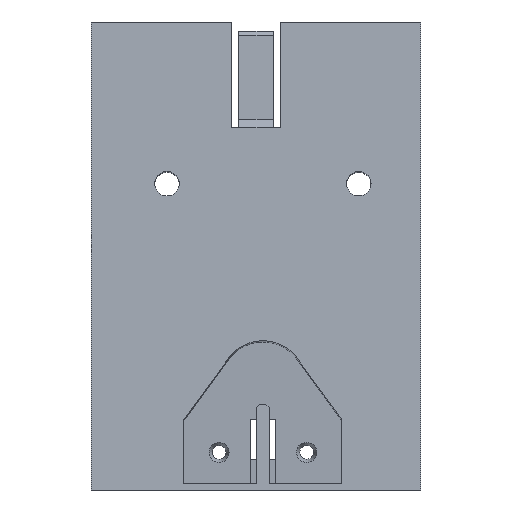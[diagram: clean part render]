
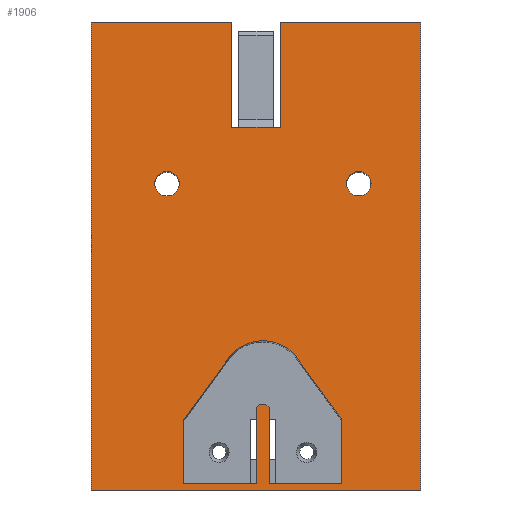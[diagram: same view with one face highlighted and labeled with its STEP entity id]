
A CAD part, front view. The second image highlights one B-rep face of the part: STEP entity #1906.
In plain terms, the highlighted planar face has unit normal (0, -0.998, 0.061).
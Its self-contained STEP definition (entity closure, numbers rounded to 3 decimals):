
#21=FACE_BOUND('',#228,.T.);
#22=FACE_BOUND('',#229,.T.);
#23=FACE_BOUND('',#230,.T.);
#34=PLANE('',#2051);
#127=FACE_OUTER_BOUND('',#227,.T.);
#227=EDGE_LOOP('',(#1431,#1432,#1433,#1434,#1435,#1436,#1437,#1438,#1439,
#1440));
#228=EDGE_LOOP('',(#1441,#1442));
#229=EDGE_LOOP('',(#1443,#1444));
#230=EDGE_LOOP('',(#1445,#1446,#1447,#1448,#1449,#1450,#1451,#1452,#1453,
#1454,#1455,#1456));
#375=LINE('',#2830,#624);
#377=LINE('',#2835,#626);
#380=LINE('',#2841,#629);
#381=LINE('',#2843,#630);
#382=LINE('',#2845,#631);
#383=LINE('',#2847,#632);
#384=LINE('',#2848,#633);
#385=LINE('',#2850,#634);
#386=LINE('',#2852,#635);
#387=LINE('',#2854,#636);
#388=LINE('',#2855,#637);
#389=LINE('',#2865,#638);
#390=LINE('',#2867,#639);
#391=LINE('',#2869,#640);
#392=LINE('',#2871,#641);
#393=LINE('',#2873,#642);
#394=LINE('',#2875,#643);
#395=LINE('',#2879,#644);
#396=LINE('',#2881,#645);
#397=LINE('',#2883,#646);
#398=LINE('',#2884,#647);
#624=VECTOR('',#2288,10.);
#626=VECTOR('',#2292,10.);
#629=VECTOR('',#2297,10.);
#630=VECTOR('',#2298,10.);
#631=VECTOR('',#2299,10.);
#632=VECTOR('',#2300,10.);
#633=VECTOR('',#2301,10.);
#634=VECTOR('',#2302,10.);
#635=VECTOR('',#2303,10.);
#636=VECTOR('',#2304,10.);
#637=VECTOR('',#2305,10.);
#638=VECTOR('',#2314,10.);
#639=VECTOR('',#2315,10.);
#640=VECTOR('',#2316,10.);
#641=VECTOR('',#2317,10.);
#642=VECTOR('',#2318,10.);
#643=VECTOR('',#2319,10.);
#644=VECTOR('',#2322,10.);
#645=VECTOR('',#2323,10.);
#646=VECTOR('',#2324,10.);
#647=VECTOR('',#2325,10.);
#837=CIRCLE('',#2052,1.6);
#838=CIRCLE('',#2053,1.6);
#839=CIRCLE('',#2054,1.6);
#840=CIRCLE('',#2055,1.6);
#841=CIRCLE('',#2056,5.5);
#918=VERTEX_POINT('',#2827);
#919=VERTEX_POINT('',#2829);
#920=VERTEX_POINT('',#2833);
#921=VERTEX_POINT('',#2834);
#922=VERTEX_POINT('',#2839);
#923=VERTEX_POINT('',#2840);
#924=VERTEX_POINT('',#2842);
#925=VERTEX_POINT('',#2844);
#926=VERTEX_POINT('',#2846);
#927=VERTEX_POINT('',#2849);
#928=VERTEX_POINT('',#2851);
#929=VERTEX_POINT('',#2853);
#930=VERTEX_POINT('',#2856);
#931=VERTEX_POINT('',#2857);
#932=VERTEX_POINT('',#2860);
#933=VERTEX_POINT('',#2861);
#934=VERTEX_POINT('',#2864);
#935=VERTEX_POINT('',#2866);
#936=VERTEX_POINT('',#2868);
#937=VERTEX_POINT('',#2870);
#938=VERTEX_POINT('',#2872);
#939=VERTEX_POINT('',#2874);
#940=VERTEX_POINT('',#2876);
#941=VERTEX_POINT('',#2878);
#942=VERTEX_POINT('',#2880);
#943=VERTEX_POINT('',#2882);
#1117=EDGE_CURVE('',#918,#919,#375,.T.);
#1119=EDGE_CURVE('',#920,#921,#377,.T.);
#1122=EDGE_CURVE('',#922,#923,#380,.T.);
#1123=EDGE_CURVE('',#924,#923,#381,.T.);
#1124=EDGE_CURVE('',#925,#924,#382,.T.);
#1125=EDGE_CURVE('',#926,#925,#383,.T.);
#1126=EDGE_CURVE('',#919,#926,#384,.T.);
#1127=EDGE_CURVE('',#927,#918,#385,.T.);
#1128=EDGE_CURVE('',#928,#927,#386,.T.);
#1129=EDGE_CURVE('',#929,#928,#387,.T.);
#1130=EDGE_CURVE('',#922,#929,#388,.T.);
#1131=EDGE_CURVE('',#930,#931,#837,.T.);
#1132=EDGE_CURVE('',#931,#930,#838,.T.);
#1133=EDGE_CURVE('',#932,#933,#839,.T.);
#1134=EDGE_CURVE('',#933,#932,#840,.T.);
#1135=EDGE_CURVE('',#920,#934,#389,.T.);
#1136=EDGE_CURVE('',#935,#934,#390,.T.);
#1137=EDGE_CURVE('',#936,#935,#391,.T.);
#1138=EDGE_CURVE('',#937,#936,#392,.T.);
#1139=EDGE_CURVE('',#938,#937,#393,.T.);
#1140=EDGE_CURVE('',#938,#939,#394,.T.);
#1141=EDGE_CURVE('',#939,#940,#841,.T.);
#1142=EDGE_CURVE('',#940,#941,#395,.T.);
#1143=EDGE_CURVE('',#942,#941,#396,.T.);
#1144=EDGE_CURVE('',#943,#942,#397,.T.);
#1145=EDGE_CURVE('',#921,#943,#398,.T.);
#1431=ORIENTED_EDGE('',*,*,#1122,.T.);
#1432=ORIENTED_EDGE('',*,*,#1123,.F.);
#1433=ORIENTED_EDGE('',*,*,#1124,.F.);
#1434=ORIENTED_EDGE('',*,*,#1125,.F.);
#1435=ORIENTED_EDGE('',*,*,#1126,.F.);
#1436=ORIENTED_EDGE('',*,*,#1117,.F.);
#1437=ORIENTED_EDGE('',*,*,#1127,.F.);
#1438=ORIENTED_EDGE('',*,*,#1128,.F.);
#1439=ORIENTED_EDGE('',*,*,#1129,.F.);
#1440=ORIENTED_EDGE('',*,*,#1130,.F.);
#1441=ORIENTED_EDGE('',*,*,#1131,.T.);
#1442=ORIENTED_EDGE('',*,*,#1132,.T.);
#1443=ORIENTED_EDGE('',*,*,#1133,.T.);
#1444=ORIENTED_EDGE('',*,*,#1134,.T.);
#1445=ORIENTED_EDGE('',*,*,#1119,.F.);
#1446=ORIENTED_EDGE('',*,*,#1135,.T.);
#1447=ORIENTED_EDGE('',*,*,#1136,.F.);
#1448=ORIENTED_EDGE('',*,*,#1137,.F.);
#1449=ORIENTED_EDGE('',*,*,#1138,.F.);
#1450=ORIENTED_EDGE('',*,*,#1139,.F.);
#1451=ORIENTED_EDGE('',*,*,#1140,.T.);
#1452=ORIENTED_EDGE('',*,*,#1141,.T.);
#1453=ORIENTED_EDGE('',*,*,#1142,.T.);
#1454=ORIENTED_EDGE('',*,*,#1143,.F.);
#1455=ORIENTED_EDGE('',*,*,#1144,.F.);
#1456=ORIENTED_EDGE('',*,*,#1145,.F.);
#1906=ADVANCED_FACE('',(#127,#21,#22,#23),#34,.F.);
#2051=AXIS2_PLACEMENT_3D('',#2838,#2295,#2296);
#2052=AXIS2_PLACEMENT_3D('',#2858,#2306,#2307);
#2053=AXIS2_PLACEMENT_3D('',#2859,#2308,#2309);
#2054=AXIS2_PLACEMENT_3D('',#2862,#2310,#2311);
#2055=AXIS2_PLACEMENT_3D('',#2863,#2312,#2313);
#2056=AXIS2_PLACEMENT_3D('',#2877,#2320,#2321);
#2288=DIRECTION('',(-1.,0.,0.));
#2292=DIRECTION('',(0.707,-0.043,-0.706));
#2295=DIRECTION('center_axis',(0.,0.998,-0.061));
#2296=DIRECTION('ref_axis',(0.,-0.061,-0.998));
#2297=DIRECTION('',(-1.,0.,0.));
#2298=DIRECTION('',(1.,0.,0.));
#2299=DIRECTION('',(0.,-0.061,-0.998));
#2300=DIRECTION('',(1.,0.,0.));
#2301=DIRECTION('',(0.,0.061,0.998));
#2302=DIRECTION('',(0.,-0.061,-0.998));
#2303=DIRECTION('',(1.,0.,0.));
#2304=DIRECTION('',(0.,0.061,0.998));
#2305=DIRECTION('',(1.,0.,0.));
#2306=DIRECTION('center_axis',(0.,0.998,-0.061));
#2307=DIRECTION('ref_axis',(1.,0.,0.));
#2308=DIRECTION('center_axis',(0.,0.998,-0.061));
#2309=DIRECTION('ref_axis',(1.,0.,0.));
#2310=DIRECTION('center_axis',(0.,0.998,-0.061));
#2311=DIRECTION('ref_axis',(1.,0.,0.));
#2312=DIRECTION('center_axis',(0.,0.998,-0.061));
#2313=DIRECTION('ref_axis',(1.,0.,0.));
#2314=DIRECTION('',(-1.,0.,0.));
#2315=DIRECTION('',(0.707,0.043,0.706));
#2316=DIRECTION('',(0.,0.061,0.998));
#2317=DIRECTION('',(1.,0.,0.));
#2318=DIRECTION('',(0.,-0.061,-0.998));
#2319=DIRECTION('',(0.59,0.049,0.806));
#2320=DIRECTION('center_axis',(0.,0.998,-0.061));
#2321=DIRECTION('ref_axis',(1.,0.,0.));
#2322=DIRECTION('',(0.59,-0.049,-0.806));
#2323=DIRECTION('',(0.,0.061,0.998));
#2324=DIRECTION('',(1.,0.,0.));
#2325=DIRECTION('',(0.,-0.061,-0.998));
#2827=CARTESIAN_POINT('',(1.2,-3.735,-4.));
#2829=CARTESIAN_POINT('',(-41.8,-3.735,-4.));
#2830=CARTESIAN_POINT('',(-9.1,-3.735,-4.));
#2833=CARTESIAN_POINT('',(-19.,-3.049,7.196));
#2834=CARTESIAN_POINT('',(-18.6,-3.074,6.797));
#2835=CARTESIAN_POINT('',(-26.324,-2.602,14.507));
#2838=CARTESIAN_POINT('Origin',(1.2,0.,57.));
#2839=CARTESIAN_POINT('',(-18.05,-0.839,43.3));
#2840=CARTESIAN_POINT('',(-22.55,-0.839,43.3));
#2841=CARTESIAN_POINT('',(-8.425,-0.839,43.3));
#2842=CARTESIAN_POINT('',(-23.55,-0.839,43.3));
#2843=CARTESIAN_POINT('',(-11.175,-0.839,43.3));
#2844=CARTESIAN_POINT('',(-23.55,0.,57.));
#2845=CARTESIAN_POINT('',(-23.55,0.007,57.122));
#2846=CARTESIAN_POINT('',(-41.8,0.,57.));
#2847=CARTESIAN_POINT('',(-18.8,0.,57.));
#2848=CARTESIAN_POINT('',(-41.8,-0.922,41.934));
#2849=CARTESIAN_POINT('',(1.2,0.,57.));
#2850=CARTESIAN_POINT('',(1.2,-0.922,41.934));
#2851=CARTESIAN_POINT('',(-17.05,0.,57.));
#2852=CARTESIAN_POINT('',(-18.8,0.,57.));
#2853=CARTESIAN_POINT('',(-17.05,-0.839,43.3));
#2854=CARTESIAN_POINT('',(-17.05,-0.41,50.298));
#2855=CARTESIAN_POINT('',(-8.425,-0.839,43.3));
#2856=CARTESIAN_POINT('',(-5.3,-1.29,35.925));
#2857=CARTESIAN_POINT('',(-8.5,-1.29,35.925));
#2858=CARTESIAN_POINT('Origin',(-6.9,-1.29,35.925));
#2859=CARTESIAN_POINT('Origin',(-6.9,-1.29,35.925));
#2860=CARTESIAN_POINT('',(-30.3,-1.29,35.925));
#2861=CARTESIAN_POINT('',(-33.5,-1.29,35.925));
#2862=CARTESIAN_POINT('Origin',(-31.9,-1.29,35.925));
#2863=CARTESIAN_POINT('Origin',(-31.9,-1.29,35.925));
#2864=CARTESIAN_POINT('',(-19.8,-3.049,7.196));
#2865=CARTESIAN_POINT('',(-8.7,-3.049,7.196));
#2866=CARTESIAN_POINT('',(-20.2,-3.074,6.797));
#2867=CARTESIAN_POINT('',(-2.176,-1.972,24.788));
#2868=CARTESIAN_POINT('',(-20.2,-3.686,-3.2));
#2869=CARTESIAN_POINT('',(-20.2,-1.578,31.219));
#2870=CARTESIAN_POINT('',(-29.7,-3.686,-3.2));
#2871=CARTESIAN_POINT('',(-9.5,-3.686,-3.2));
#2872=CARTESIAN_POINT('',(-29.7,-3.171,5.2));
#2873=CARTESIAN_POINT('',(-29.7,-1.836,27.012));
#2874=CARTESIAN_POINT('',(-23.843,-2.681,13.21));
#2875=CARTESIAN_POINT('',(-11.974,-1.687,29.442));
#2876=CARTESIAN_POINT('',(-14.957,-2.681,13.21));
#2877=CARTESIAN_POINT('Origin',(-19.4,-2.879,9.974));
#2878=CARTESIAN_POINT('',(-9.1,-3.171,5.2));
#2879=CARTESIAN_POINT('',(-22.595,-2.042,23.655));
#2880=CARTESIAN_POINT('',(-9.1,-3.686,-3.2));
#2881=CARTESIAN_POINT('',(-9.1,-1.586,31.097));
#2882=CARTESIAN_POINT('',(-18.6,-3.686,-3.2));
#2883=CARTESIAN_POINT('',(-8.3,-3.686,-3.2));
#2884=CARTESIAN_POINT('',(-18.6,-1.829,27.134));
